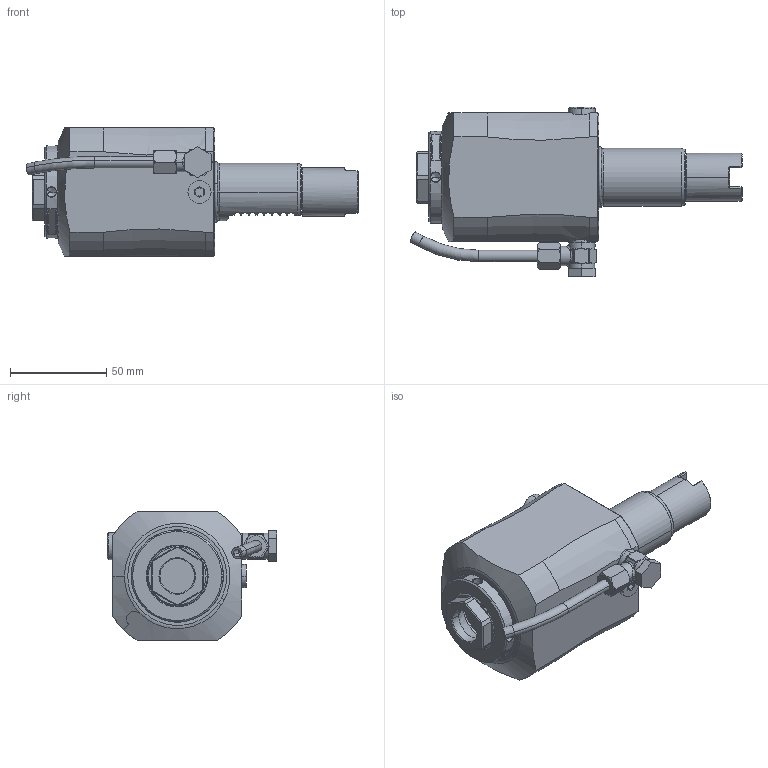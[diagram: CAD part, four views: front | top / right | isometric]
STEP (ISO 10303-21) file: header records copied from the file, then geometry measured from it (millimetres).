
FILE_DESCRIPTION((''),'2;1');
FILE_NAME('NGT1_30_165_25_3HD','2022-05-25T',('vali'),('NOVA GRUP'),'PRO/ENGINEER BY PARAMETRIC TECHNOLOGY CORPORATION, 2010280','PRO/ENGINEER BY PARAMETRIC TECHNOLOGY CORPORATION, 2010280','');
FILE_SCHEMA(('CONFIG_CONTROL_DESIGN'));
Length unit declared in the file: millimetre
Products named in the file (1): NGT1_30_165_25_3HD
Bounding box: 172.83 x 88.4 x 67 mm (x, y, z)
Volume: 395659.2 mm3; surface area: 43233 mm2
Topology: 2 solids, 3 shells, 364 faces, 894 edges, 549 vertices
Faces by surface type: plane 142, cylinder 101, cone 47, torus 40, bspline 34
Entity records: 15575 total; most frequent: CARTESIAN_POINT 7387, ORIENTED_EDGE 1772, DIRECTION 1586, EDGE_CURVE 886, AXIS2_PLACEMENT_3D 619, VERTEX_POINT 549, EDGE_LOOP 393, FACE_OUTER_BOUND 364
